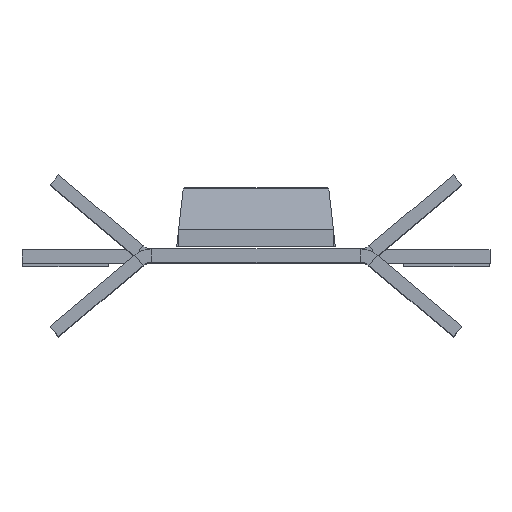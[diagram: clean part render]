
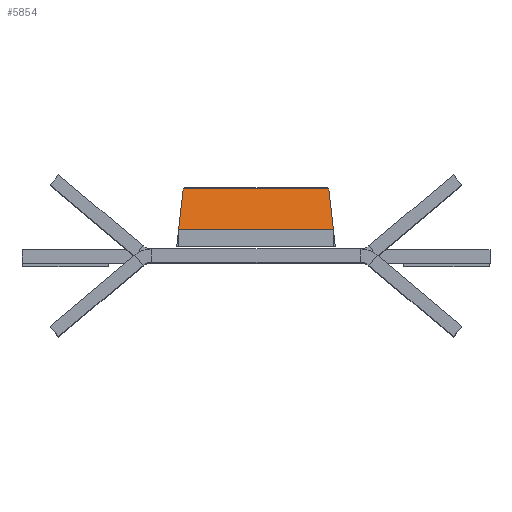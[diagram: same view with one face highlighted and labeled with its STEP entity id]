
A CAD part, top view. The second image highlights one B-rep face of the part: STEP entity #5854.
In plain terms, the highlighted face is planar.
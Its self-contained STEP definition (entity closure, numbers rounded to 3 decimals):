
#83=ELLIPSE('',#6448,0.103,0.1);
#84=ELLIPSE('',#6449,0.103,0.1);
#731=FACE_OUTER_BOUND('',#1113,.T.);
#1113=EDGE_LOOP('',(#4786,#4787,#4788,#4789,#4790,#4791,#4792,#4793,#4794,
#4795));
#1634=LINE('',#10104,#2196);
#1656=LINE('',#10149,#2218);
#1660=LINE('',#10160,#2222);
#1662=LINE('',#10166,#2224);
#1663=LINE('',#10168,#2225);
#1664=LINE('',#10169,#2226);
#1665=LINE('',#10170,#2227);
#1666=LINE('',#10173,#2228);
#2196=VECTOR('',#7796,10.);
#2218=VECTOR('',#7828,10.);
#2222=VECTOR('',#7838,10.);
#2224=VECTOR('',#7844,10.);
#2225=VECTOR('',#7845,10.);
#2226=VECTOR('',#7846,10.);
#2227=VECTOR('',#7847,10.);
#2228=VECTOR('',#7850,10.);
#2680=VERTEX_POINT('',#10097);
#2683=VERTEX_POINT('',#10102);
#2700=VERTEX_POINT('',#10147);
#2701=VERTEX_POINT('',#10148);
#2704=VERTEX_POINT('',#10157);
#2705=VERTEX_POINT('',#10159);
#2706=VERTEX_POINT('',#10163);
#2707=VERTEX_POINT('',#10165);
#2708=VERTEX_POINT('',#10167);
#2709=VERTEX_POINT('',#10171);
#3384=EDGE_CURVE('',#2683,#2680,#1634,.T.);
#3406=EDGE_CURVE('',#2700,#2701,#1656,.T.);
#3412=EDGE_CURVE('',#2704,#2705,#1660,.T.);
#3414=EDGE_CURVE('',#2706,#2705,#83,.T.);
#3415=EDGE_CURVE('',#2704,#2707,#1662,.T.);
#3416=EDGE_CURVE('',#2707,#2708,#1663,.T.);
#3417=EDGE_CURVE('',#2708,#2680,#1664,.T.);
#3418=EDGE_CURVE('',#2683,#2701,#1665,.T.);
#3419=EDGE_CURVE('',#2700,#2709,#84,.T.);
#3420=EDGE_CURVE('',#2709,#2706,#1666,.T.);
#4786=ORIENTED_EDGE('',*,*,#3414,.T.);
#4787=ORIENTED_EDGE('',*,*,#3412,.F.);
#4788=ORIENTED_EDGE('',*,*,#3415,.T.);
#4789=ORIENTED_EDGE('',*,*,#3416,.T.);
#4790=ORIENTED_EDGE('',*,*,#3417,.T.);
#4791=ORIENTED_EDGE('',*,*,#3384,.F.);
#4792=ORIENTED_EDGE('',*,*,#3418,.T.);
#4793=ORIENTED_EDGE('',*,*,#3406,.F.);
#4794=ORIENTED_EDGE('',*,*,#3419,.T.);
#4795=ORIENTED_EDGE('',*,*,#3420,.T.);
#5546=PLANE('',#6447);
#5854=ADVANCED_FACE('',(#731),#5546,.T.);
#6447=AXIS2_PLACEMENT_3D('',#10162,#7840,#7841);
#6448=AXIS2_PLACEMENT_3D('',#10164,#7842,#7843);
#6449=AXIS2_PLACEMENT_3D('',#10172,#7848,#7849);
#7796=DIRECTION('',(1.,0.,0.));
#7828=DIRECTION('',(-0.11,0.969,0.22));
#7838=DIRECTION('',(-0.11,-0.969,-0.22));
#7840=DIRECTION('center_axis',(0.,-0.222,0.975));
#7841=DIRECTION('ref_axis',(-1.,0.,0.));
#7842=DIRECTION('center_axis',(0.,-0.222,0.975));
#7843=DIRECTION('ref_axis',(0.,-0.975,-0.222));
#7844=DIRECTION('',(-1.,0.,0.));
#7845=DIRECTION('',(-1.,0.,0.));
#7846=DIRECTION('',(-1.,0.,0.));
#7847=DIRECTION('',(-1.,0.,0.));
#7848=DIRECTION('center_axis',(0.,-0.222,0.975));
#7849=DIRECTION('ref_axis',(0.,-0.975,-0.222));
#7850=DIRECTION('',(1.,0.,0.));
#10097=CARTESIAN_POINT('',(-3.5,1.4,12.447));
#10102=CARTESIAN_POINT('',(-5.78,1.4,12.447));
#10104=CARTESIAN_POINT('',(-5.78,1.4,12.447));
#10147=CARTESIAN_POINT('',(-5.452,-1.661,11.751));
#10148=CARTESIAN_POINT('',(-5.8,1.4,12.447));
#10149=CARTESIAN_POINT('',(-5.452,-1.661,11.751));
#10157=CARTESIAN_POINT('',(5.8,1.4,12.447));
#10159=CARTESIAN_POINT('',(5.452,-1.661,11.751));
#10160=CARTESIAN_POINT('',(5.8,1.4,12.447));
#10162=CARTESIAN_POINT('Origin',(6.582,2.65,12.731));
#10163=CARTESIAN_POINT('',(5.45,-1.672,11.748));
#10164=CARTESIAN_POINT('Origin',(5.353,-1.65,11.753));
#10165=CARTESIAN_POINT('',(5.78,1.4,12.447));
#10166=CARTESIAN_POINT('',(5.8,1.4,12.447));
#10167=CARTESIAN_POINT('',(3.5,1.4,12.447));
#10168=CARTESIAN_POINT('',(5.78,1.4,12.447));
#10169=CARTESIAN_POINT('',(3.5,1.4,12.447));
#10170=CARTESIAN_POINT('',(-5.78,1.4,12.447));
#10171=CARTESIAN_POINT('',(-5.45,-1.672,11.748));
#10172=CARTESIAN_POINT('Origin',(-5.353,-1.65,11.753));
#10173=CARTESIAN_POINT('',(-5.45,-1.672,11.748));
